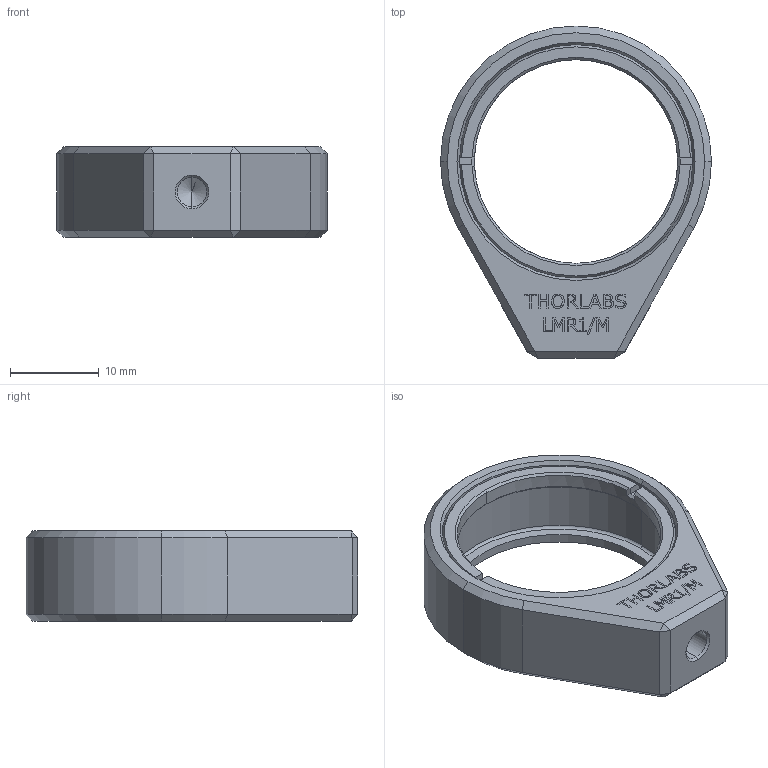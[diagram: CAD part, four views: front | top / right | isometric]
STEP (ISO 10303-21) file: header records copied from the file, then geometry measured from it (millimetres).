
FILE_DESCRIPTION(('FreeCAD Model'),'2;1');
FILE_NAME('Open CASCADE Shape Model','2023-03-27T09:27:51',('Author'),( ''),'Open CASCADE STEP processor 7.6','FreeCAD','Unknown');
FILE_SCHEMA(('AUTOMOTIVE_DESIGN { 1 0 10303 214 1 1 1 1 }'));
Length unit declared in the file: millimetre
Products named in the file (1): 0002-E0W
Bounding box: 30.48 x 37.34 x 10.16 mm (x, y, z)
Volume: 3357.4 mm3; surface area: 3230 mm2
Topology: 2 solids, 2 shells, 267 faces, 694 edges, 451 vertices
Faces by surface type: plane 171, bspline 57, cone 24, cylinder 13, torus 2
Entity records: 20633 total; most frequent: CARTESIAN_POINT 7418, DIRECTION 2142, LINE 1578, VECTOR 1578, ORIENTED_EDGE 1384, PCURVE 1384, DEFINITIONAL_REPRESENTATION 1384, EDGE_CURVE 692
